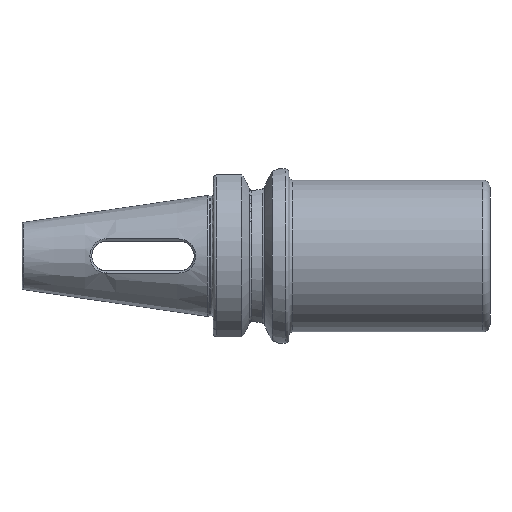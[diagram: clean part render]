
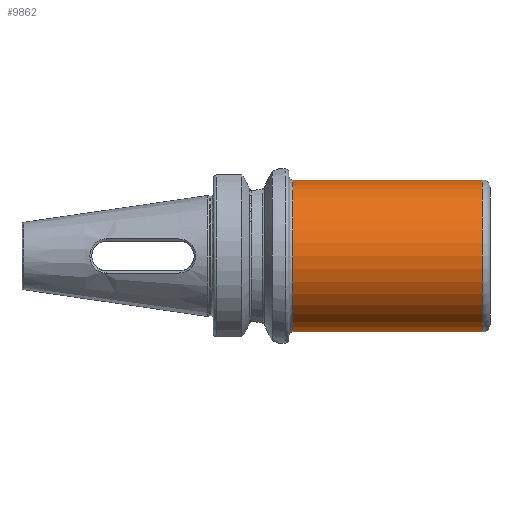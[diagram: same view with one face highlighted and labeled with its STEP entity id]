
A CAD part, front view. The second image highlights one B-rep face of the part: STEP entity #9862.
In plain terms, the highlighted cylindrical face has radius 20 mm (diameter 40 mm), a partial arc.
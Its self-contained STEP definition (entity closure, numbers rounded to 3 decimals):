
#5138 = CARTESIAN_POINT ( 'NONE',  ( 85.752, 0., 0. ) ) ;
#5139 = DIRECTION ( 'NONE',  ( 1., 0., 0. ) ) ;
#5140 = DIRECTION ( 'NONE',  ( 0., 0., -1. ) ) ;
#7395 = CYLINDRICAL_SURFACE ( 'NONE', #7401, 20. ) ;
#7397 = FACE_OUTER_BOUND ( 'NONE', #12132, .T. ) ;
#7401 = AXIS2_PLACEMENT_3D ( 'NONE', #5138, #5139, #5140 ) ;
#7923 = VERTEX_POINT ( 'NONE', #13801 ) ;
#7924 = VERTEX_POINT ( 'NONE', #13802 ) ;
#7927 = VERTEX_POINT ( 'NONE', #13805 ) ;
#7928 = VERTEX_POINT ( 'NONE', #13806 ) ;
#8909 = AXIS2_PLACEMENT_3D ( 'NONE', #12883, #12884, #12885 ) ;
#9559 = EDGE_CURVE ( 'NONE', #7928, #7927, #11912, .T. ) ;
#9739 = EDGE_CURVE ( 'NONE', #7923, #7924, #11845, .T. ) ;
#9746 = EDGE_CURVE ( 'NONE', #7923, #7927, #11525, .T. ) ;
#9748 = EDGE_CURVE ( 'NONE', #7924, #7928, #11531, .T. ) ;
#9862 = ADVANCED_FACE ( 'NONE', ( #7397 ), #7395, .T. ) ;
#11503 = CARTESIAN_POINT ( 'NONE',  ( 21., 0., 0. ) ) ;
#11504 = DIRECTION ( 'NONE',  ( 1., 0., 0. ) ) ;
#11505 = DIRECTION ( 'NONE',  ( 0., 0., -1. ) ) ;
#11525 = LINE ( 'NONE', #11526, #15737 ) ;
#11526 = CARTESIAN_POINT ( 'NONE',  ( 85.752, 0., 20. ) ) ;
#11527 = DIRECTION ( 'NONE',  ( 1., 0., 0. ) ) ;
#11531 = LINE ( 'NONE', #11532, #15739 ) ;
#11532 = CARTESIAN_POINT ( 'NONE',  ( 85.752, 0., -20. ) ) ;
#11533 = DIRECTION ( 'NONE',  ( 1., 0., 0. ) ) ;
#11845 = CIRCLE ( 'NONE', #15729, 20. ) ;
#11912 = CIRCLE ( 'NONE', #8909, 20. ) ;
#12132 = EDGE_LOOP ( 'NONE', ( #15040, #15041, #15042, #15035 ) ) ;
#12883 = CARTESIAN_POINT ( 'NONE',  ( 71., 0., 0. ) ) ;
#12884 = DIRECTION ( 'NONE',  ( -1., 0., 0. ) ) ;
#12885 = DIRECTION ( 'NONE',  ( 0., 0., -1. ) ) ;
#13801 = CARTESIAN_POINT ( 'NONE',  ( 21., 0., 20. ) ) ;
#13802 = CARTESIAN_POINT ( 'NONE',  ( 21., 0., -20. ) ) ;
#13805 = CARTESIAN_POINT ( 'NONE',  ( 71., 0., 20. ) ) ;
#13806 = CARTESIAN_POINT ( 'NONE',  ( 71., 0., -20. ) ) ;
#15035 = ORIENTED_EDGE ( 'NONE', *, *, #9559, .T. ) ;
#15040 = ORIENTED_EDGE ( 'NONE', *, *, #9746, .F. ) ;
#15041 = ORIENTED_EDGE ( 'NONE', *, *, #9739, .T. ) ;
#15042 = ORIENTED_EDGE ( 'NONE', *, *, #9748, .T. ) ;
#15729 = AXIS2_PLACEMENT_3D ( 'NONE', #11503, #11504, #11505 ) ;
#15737 = VECTOR ( 'NONE', #11527, 1000. ) ;
#15739 = VECTOR ( 'NONE', #11533, 1000. ) ;
